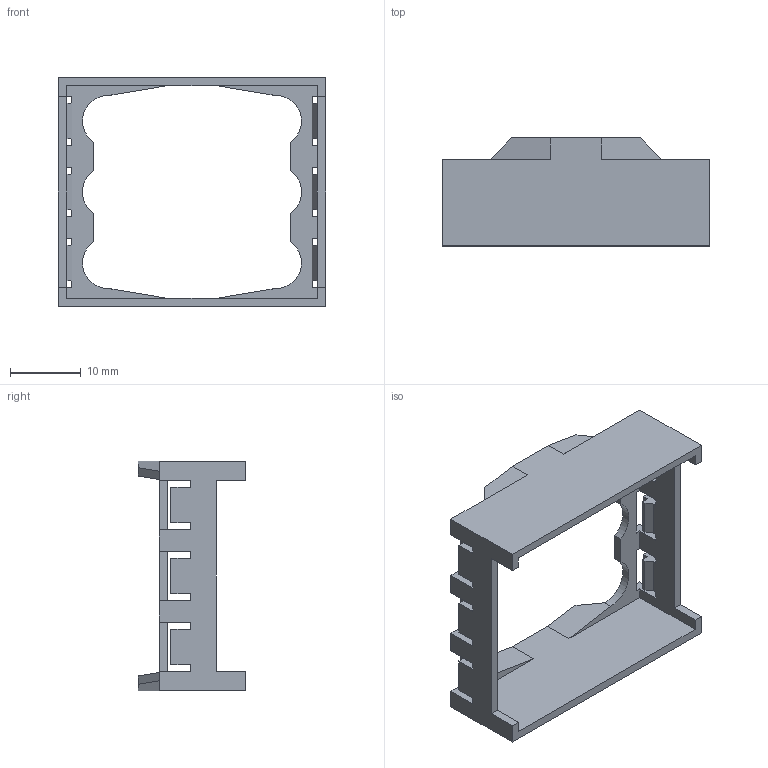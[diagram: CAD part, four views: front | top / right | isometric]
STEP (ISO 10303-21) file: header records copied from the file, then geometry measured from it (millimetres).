
FILE_DESCRIPTION((''),'2;1');
FILE_NAME('ASM0001_ASM','2022-09-27T09:55:43',('klemen.sitar'),('Audax d.o.o.'),'CREO PARAMETRIC BY PTC INC, 2021304','CREO PARAMETRIC BY PTC INC, 2021304','');
FILE_SCHEMA(('AP242_MANAGED_MODEL_BASED_3D_ENGINEERING_MIM_LF { 1 0 10303 442 1 1 4 }'));
Length unit declared in the file: metre
Products named in the file (2): PRT0001; ASM0001_ASM
Assembly tree (1 placements, depth 2):
  ASM0001_ASM
    PRT0001
Bounding box: 37.7 x 15.2 x 32.4 mm (x, y, z)
Volume: 1990.3 mm3; surface area: 3874 mm2
Topology: 1 solids, 1 shells, 116 faces, 380 edges, 252 vertices
Faces by surface type: plane 110, cylinder 6
Entity records: 6276 total; most frequent: ORIENTED_EDGE 760, CARTESIAN_POINT 756, DIRECTION 632, PRESENTATION_STYLE_ASSIGNMENT 498, STYLED_ITEM 498, CURVE_STYLE 381, EDGE_CURVE 380, VECTOR 368
